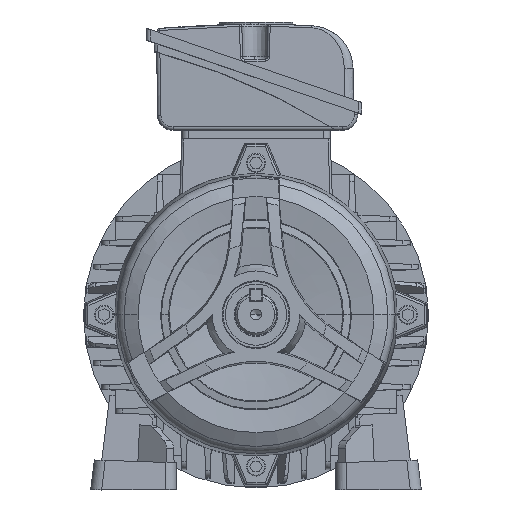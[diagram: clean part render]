
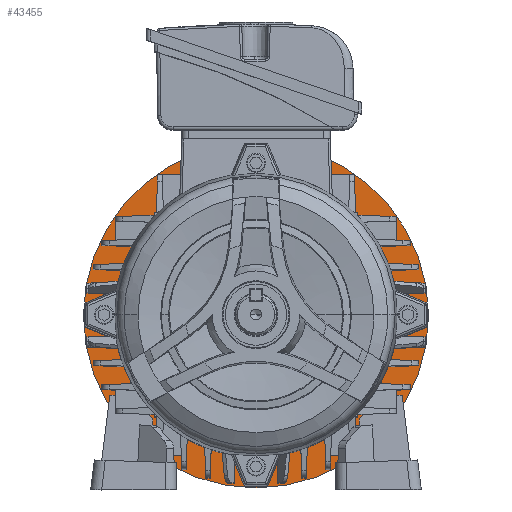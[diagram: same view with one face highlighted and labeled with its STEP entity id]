
A CAD part, top view. The second image highlights one B-rep face of the part: STEP entity #43455.
In plain terms, the highlighted face is planar.
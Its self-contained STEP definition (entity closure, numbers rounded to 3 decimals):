
#8027 = CIRCLE ( 'NONE', #9002, 79. ) ;
#9002 = AXIS2_PLACEMENT_3D ( 'NONE', #41951, #56793, #46895 ) ;
#9940 = AXIS2_PLACEMENT_3D ( 'NONE', #63253, #19284, #43872 ) ;
#13085 = ORIENTED_EDGE ( 'NONE', *, *, #32961, .T. ) ;
#18536 = AXIS2_PLACEMENT_3D ( 'NONE', #39985, #20141, #59162 ) ;
#19284 = DIRECTION ( 'NONE',  ( 0., 0., -1. ) ) ;
#20141 = DIRECTION ( 'NONE',  ( 0., 0., -1. ) ) ;
#21724 = EDGE_LOOP ( 'NONE', ( #13085, #23093 ) ) ;
#23093 = ORIENTED_EDGE ( 'NONE', *, *, #51487, .T. ) ;
#23138 = FACE_OUTER_BOUND ( 'NONE', #21724, .T. ) ;
#32961 = EDGE_CURVE ( 'NONE', #50846, #38047, #40247, .T. ) ;
#38047 = VERTEX_POINT ( 'NONE', #39878 ) ;
#39878 = CARTESIAN_POINT ( 'NONE',  ( 79., 0., 0. ) ) ;
#39985 = CARTESIAN_POINT ( 'NONE',  ( 0., 0., 0. ) ) ;
#40247 = CIRCLE ( 'NONE', #9940, 79. ) ;
#41951 = CARTESIAN_POINT ( 'NONE',  ( 0., 0., 0. ) ) ;
#43455 = ADVANCED_FACE ( 'NONE', ( #23138 ), #63907, .T. ) ;
#43872 = DIRECTION ( 'NONE',  ( -1., 0., 0. ) ) ;
#46895 = DIRECTION ( 'NONE',  ( -1., 0., 0. ) ) ;
#50416 = CARTESIAN_POINT ( 'NONE',  ( -79., 0., 0. ) ) ;
#50846 = VERTEX_POINT ( 'NONE', #50416 ) ;
#51487 = EDGE_CURVE ( 'NONE', #38047, #50846, #8027, .T. ) ;
#56793 = DIRECTION ( 'NONE',  ( 0., 0., -1. ) ) ;
#59162 = DIRECTION ( 'NONE',  ( -1., 0., 0. ) ) ;
#63253 = CARTESIAN_POINT ( 'NONE',  ( 0., 0., 0. ) ) ;
#63907 = PLANE ( 'NONE',  #18536 ) ;
